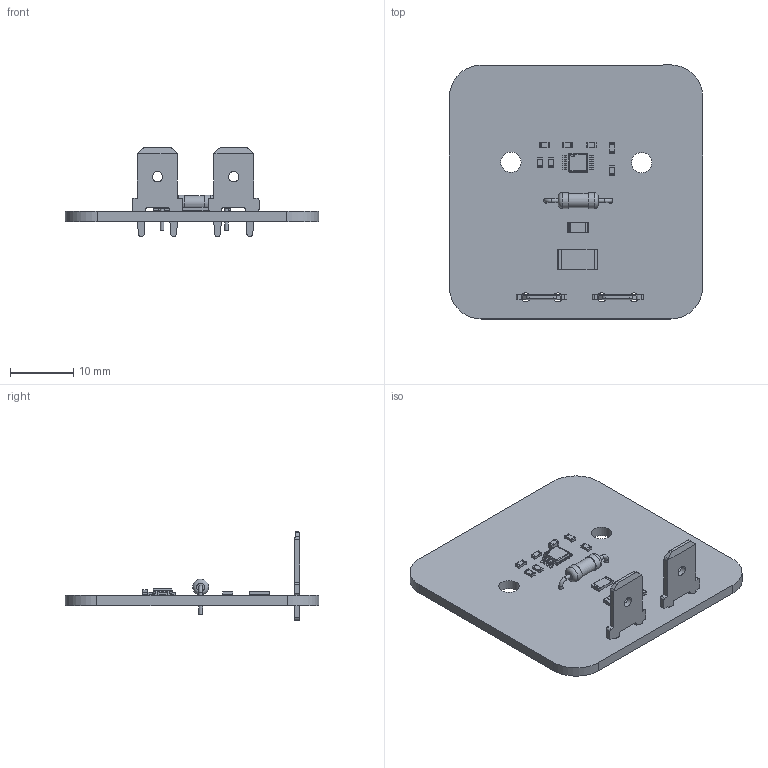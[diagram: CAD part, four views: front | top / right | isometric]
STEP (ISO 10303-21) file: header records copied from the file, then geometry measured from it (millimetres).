
FILE_DESCRIPTION(('KiCad electronic assembly'),'2;1');
FILE_NAME('Shutter-TestPlatform.step','2025-01-08T17:31:41',('Pcbnew'),( 'Kicad'),'Open CASCADE STEP processor 7.7','KiCad to STEP converter' ,'Unknown');
FILE_SCHEMA(('AUTOMOTIVE_DESIGN { 1 0 10303 214 1 1 1 1 }'));
Length unit declared in the file: millimetre
Products named in the file (16): Shutter-TestPlatform 1; R_0603_1608Metric; R_Axial_DIN0207_L6.3mm_D2.5mm_P10.16mm_Horizontal; R_Axial_DIN0207_L63mm_D25mm_P1016mm_Horizontal; c-726386-2-g-3d; C-726386-2; C_0603_1608Metric; INA2180A2QDGKRQ1; MUA08A_ASM; R_2512_6332Metric; R_1206_3216Metric; Shutter-TestPlatform_PCB
Assembly tree (21 placements, depth 3):
  Shutter-TestPlatform 1
    R_0603_1608Metric  x6
      R_0603_1608Metric
    R_Axial_DIN0207_L6.3mm_D2.5mm_P10.16mm_Horizontal
      R_Axial_DIN0207_L63mm_D25mm_P1016mm_Horizontal
    c-726386-2-g-3d  x2
      C-726386-2
    C_0603_1608Metric
      C_0603_1608Metric
    INA2180A2QDGKRQ1
      MUA08A_ASM
    R_2512_6332Metric
      R_2512_6332Metric
    R_1206_3216Metric
      R_1206_3216Metric
    Shutter-TestPlatform_PCB
Bounding box: 39.9 x 40.03 x 14 mm (x, y, z)
Volume: 2650.2 mm3; surface area: 3994.1 mm2
Topology: 22 solids, 22 shells, 497 faces, 1281 edges, 833 vertices
Faces by surface type: plane 308, cylinder 176, sphere 9, torus 4
Full cylindrical faces by diameter (mm): 0.6 x4, 0.8 x2, 1.43 x4, 2.25 x1, 2.5 x2, 3.2 x2
Entity records: 11365 total; most frequent: CARTESIAN_POINT 1899, DIRECTION 1754, ORIENTED_EDGE 1688, EDGE_CURVE 844, AXIS2_PLACEMENT_3D 589, LINE 576, VECTOR 576, VERTEX_POINT 549
